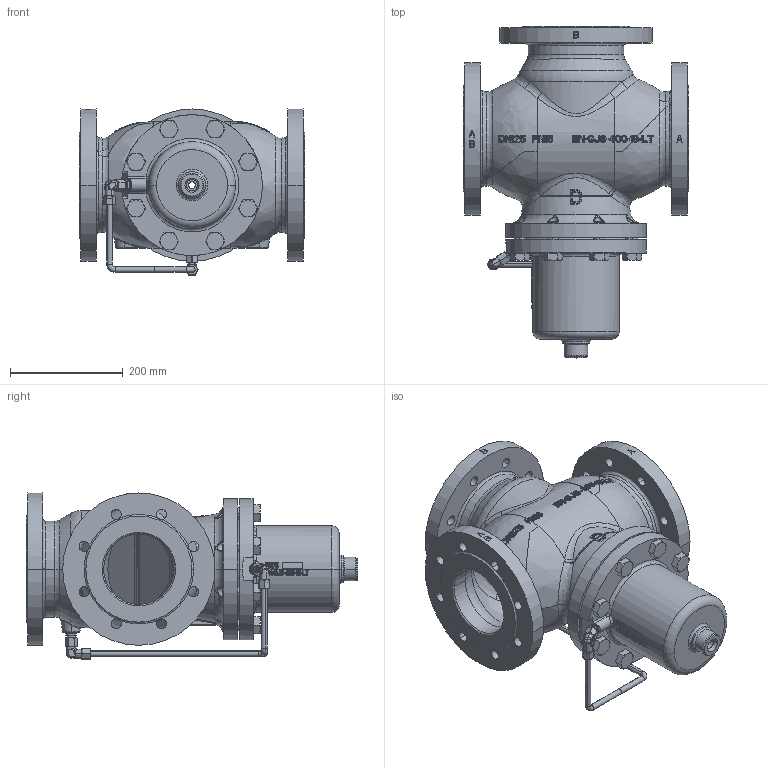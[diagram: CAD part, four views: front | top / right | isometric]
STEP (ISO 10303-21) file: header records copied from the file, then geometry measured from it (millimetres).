
FILE_DESCRIPTION((''),'2;1');
FILE_NAME('065B2605_ASM','2015-03-16T',('u317927'),('Danfoss'),'PRO/ENGINEER BY PARAMETRIC TECHNOLOGY CORPORATION, 2014000','PRO/ENGINEER BY PARAMETRIC TECHNOLOGY CORPORATION, 2014000','');
FILE_SCHEMA(('CONFIG_CONTROL_DESIGN'));
Products named in the file (7): 88615570_1; 88611910_1; 51840370_1; PRIKLJUCEK_1; CEV_VFG3_DN125_1; 065B2605_ASM_1_ASM; 065B2605_ASM
Assembly tree (14 placements, depth 3):
  065B2605_ASM
    065B2605_ASM_1_ASM
      88615570_1
      88611910_1
      51840370_1  x8
      PRIKLJUCEK_1  x2
      CEV_VFG3_DN125_1
Bounding box: 400 x 588.5 x 294.35 mm (x, y, z)
Volume: 9754425.8 mm3; surface area: 1717232.1 mm2
Topology: 12 solids, 39 shells, 5405 faces, 12855 edges, 7559 vertices
Faces by surface type: bspline 2292, cylinder 1807, plane 603, torus 211, extrusion 206, cone 151, sphere 135
Entity records: 199375 total; most frequent: CARTESIAN_POINT 109472, ORIENTED_EDGE 23542, EDGE_CURVE 11851, DIRECTION 10867, B_SPLINE_CURVE_WITH_KNOTS 8539, VERTEX_POINT 6942, EDGE_LOOP 5164, FACE_OUTER_BOUND 4991
